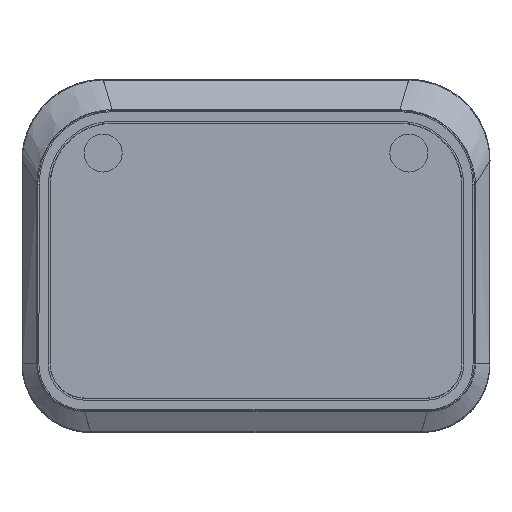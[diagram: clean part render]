
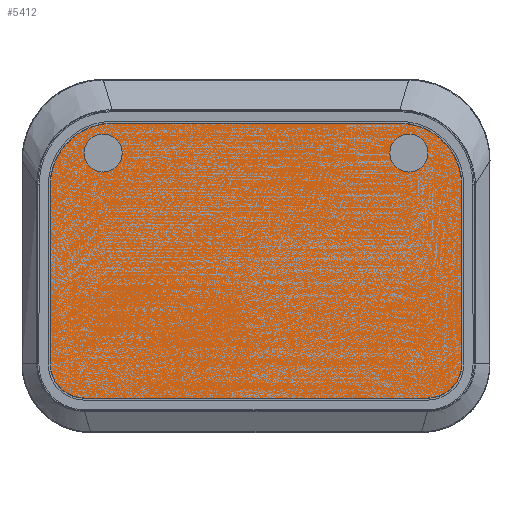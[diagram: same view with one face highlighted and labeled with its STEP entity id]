
A CAD part, front view. The second image highlights one B-rep face of the part: STEP entity #5412.
In plain terms, the highlighted planar face has unit normal (0, -1, 0).
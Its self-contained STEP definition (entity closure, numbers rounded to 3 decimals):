
#1378=CARTESIAN_POINT('',(27.5,-9.5,-15.8));
#1379=DIRECTION('',(0.,1.,0.));
#1380=DIRECTION('',(1.,0.,0.));
#1381=AXIS2_PLACEMENT_3D('',#1378,#1379,#1380);
#1386=DIRECTION('',(-1.,0.,0.));
#1387=VECTOR('',#1386,55.);
#1388=CARTESIAN_POINT('',(27.5,-9.5,-21.265));
#1389=LINE('',#1388,#1387);
#1393=CARTESIAN_POINT('',(-27.5,-9.5,-15.8));
#1394=DIRECTION('',(0.,1.,0.));
#1395=DIRECTION('',(0.,0.,-1.));
#1396=AXIS2_PLACEMENT_3D('',#1393,#1394,#1395);
#1401=DIRECTION('',(0.,0.,1.));
#1402=VECTOR('',#1401,28.6);
#1403=CARTESIAN_POINT('',(-32.965,-9.5,-15.8));
#1404=LINE('',#1403,#1402);
#1408=CARTESIAN_POINT('',(-23.,-9.5,12.8));
#1409=DIRECTION('',(0.,1.,0.));
#1410=DIRECTION('',(-1.,0.,0.));
#1411=AXIS2_PLACEMENT_3D('',#1408,#1409,#1410);
#1416=DIRECTION('',(1.,0.,0.));
#1417=VECTOR('',#1416,46.);
#1418=CARTESIAN_POINT('',(-23.,-9.5,22.765));
#1419=LINE('',#1418,#1417);
#1423=CARTESIAN_POINT('',(23.,-9.5,12.8));
#1424=DIRECTION('',(0.,1.,0.));
#1425=DIRECTION('',(0.,0.,1.));
#1426=AXIS2_PLACEMENT_3D('',#1423,#1424,#1425);
#1431=DIRECTION('',(0.,0.,-1.));
#1432=VECTOR('',#1431,28.6);
#1433=CARTESIAN_POINT('',(32.965,-9.5,12.8));
#1434=LINE('',#1433,#1432);
#1438=CARTESIAN_POINT('',(-24.5,-9.5,18.));
#1439=DIRECTION('',(0.,-1.,0.));
#1440=DIRECTION('',(1.,0.,0.));
#1441=AXIS2_PLACEMENT_3D('',#1438,#1439,#1440);
#1446=CARTESIAN_POINT('',(-24.5,-9.5,18.));
#1447=DIRECTION('',(0.,-1.,0.));
#1448=DIRECTION('',(0.,0.,1.));
#1449=AXIS2_PLACEMENT_3D('',#1446,#1447,#1448);
#1454=CARTESIAN_POINT('',(-24.5,-9.5,18.));
#1455=DIRECTION('',(0.,-1.,0.));
#1456=DIRECTION('',(-1.,0.,0.));
#1457=AXIS2_PLACEMENT_3D('',#1454,#1455,#1456);
#1462=CARTESIAN_POINT('',(-24.5,-9.5,18.));
#1463=DIRECTION('',(0.,-1.,0.));
#1464=DIRECTION('',(0.,0.,-1.));
#1465=AXIS2_PLACEMENT_3D('',#1462,#1463,#1464);
#1470=CARTESIAN_POINT('',(24.5,-9.5,18.));
#1471=DIRECTION('',(0.,-1.,0.));
#1472=DIRECTION('',(1.,0.,0.));
#1473=AXIS2_PLACEMENT_3D('',#1470,#1471,#1472);
#1478=CARTESIAN_POINT('',(24.5,-9.5,18.));
#1479=DIRECTION('',(0.,-1.,0.));
#1480=DIRECTION('',(0.,0.,1.));
#1481=AXIS2_PLACEMENT_3D('',#1478,#1479,#1480);
#1486=CARTESIAN_POINT('',(24.5,-9.5,18.));
#1487=DIRECTION('',(0.,-1.,0.));
#1488=DIRECTION('',(-1.,0.,0.));
#1489=AXIS2_PLACEMENT_3D('',#1486,#1487,#1488);
#1494=CARTESIAN_POINT('',(24.5,-9.5,18.));
#1495=DIRECTION('',(0.,-1.,0.));
#1496=DIRECTION('',(0.,0.,-1.));
#1497=AXIS2_PLACEMENT_3D('',#1494,#1495,#1496);
#3442=CARTESIAN_POINT('',(-24.5,-9.5,14.95));
#3443=CARTESIAN_POINT('',(-21.45,-9.5,18.));
#3444=VERTEX_POINT('',#3442);
#3445=VERTEX_POINT('',#3443);
#3446=CARTESIAN_POINT('',(-27.55,-9.5,18.));
#3447=VERTEX_POINT('',#3446);
#3448=CARTESIAN_POINT('',(32.965,-9.5,-15.8));
#3449=CARTESIAN_POINT('',(27.5,-9.5,-21.265));
#3450=VERTEX_POINT('',#3448);
#3451=VERTEX_POINT('',#3449);
#3452=CARTESIAN_POINT('',(-27.5,-9.5,-21.265));
#3453=VERTEX_POINT('',#3452);
#3454=CARTESIAN_POINT('',(-32.965,-9.5,-15.8));
#3455=VERTEX_POINT('',#3454);
#3456=CARTESIAN_POINT('',(-32.965,-9.5,12.8));
#3457=VERTEX_POINT('',#3456);
#3458=CARTESIAN_POINT('',(-23.,-9.5,22.765));
#3459=VERTEX_POINT('',#3458);
#3460=CARTESIAN_POINT('',(23.,-9.5,22.765));
#3461=VERTEX_POINT('',#3460);
#3462=CARTESIAN_POINT('',(32.965,-9.5,12.8));
#3463=VERTEX_POINT('',#3462);
#3464=CARTESIAN_POINT('',(-24.5,-9.5,21.05));
#3465=VERTEX_POINT('',#3464);
#3466=CARTESIAN_POINT('',(24.5,-9.5,21.05));
#3467=CARTESIAN_POINT('',(21.45,-9.5,18.));
#3468=VERTEX_POINT('',#3466);
#3469=VERTEX_POINT('',#3467);
#3470=CARTESIAN_POINT('',(27.55,-9.5,18.));
#3471=VERTEX_POINT('',#3470);
#3472=CARTESIAN_POINT('',(24.5,-9.5,14.95));
#3473=VERTEX_POINT('',#3472);
#5377=CARTESIAN_POINT('',(0.,-9.5,0.));
#5378=DIRECTION('',(0.,-1.,0.));
#5379=DIRECTION('',(-1.,0.,0.));
#5380=AXIS2_PLACEMENT_3D('',#5377,#5378,#5379);
#5381=PLANE('',#5380);
#5382=ORIENTED_EDGE('',*,*,#5371,.T.);
#5383=ORIENTED_EDGE('',*,*,#5273,.T.);
#5384=ORIENTED_EDGE('',*,*,#5288,.T.);
#5385=ORIENTED_EDGE('',*,*,#5302,.T.);
#5386=ORIENTED_EDGE('',*,*,#5316,.T.);
#5387=ORIENTED_EDGE('',*,*,#5330,.T.);
#5388=ORIENTED_EDGE('',*,*,#5344,.T.);
#5389=ORIENTED_EDGE('',*,*,#5358,.T.);
#5390=EDGE_LOOP('',(#5382,#5383,#5384,#5385,#5386,#5387,#5388,#5389));
#5391=FACE_OUTER_BOUND('',#5390,.F.);
#5393=ORIENTED_EDGE('',*,*,#5392,.T.);
#5395=ORIENTED_EDGE('',*,*,#5394,.T.);
#5397=ORIENTED_EDGE('',*,*,#5396,.T.);
#5399=ORIENTED_EDGE('',*,*,#5398,.T.);
#5400=EDGE_LOOP('',(#5393,#5395,#5397,#5399));
#5401=FACE_BOUND('',#5400,.F.);
#5403=ORIENTED_EDGE('',*,*,#5402,.T.);
#5405=ORIENTED_EDGE('',*,*,#5404,.T.);
#5407=ORIENTED_EDGE('',*,*,#5406,.T.);
#5409=ORIENTED_EDGE('',*,*,#5408,.T.);
#5410=EDGE_LOOP('',(#5403,#5405,#5407,#5409));
#5411=FACE_BOUND('',#5410,.F.);
#1382=CIRCLE('',#1381,5.465);
#1397=CIRCLE('',#1396,5.465);
#1412=CIRCLE('',#1411,9.965);
#1427=CIRCLE('',#1426,9.965);
#1442=CIRCLE('',#1441,3.05);
#1450=CIRCLE('',#1449,3.05);
#1458=CIRCLE('',#1457,3.05);
#1466=CIRCLE('',#1465,3.05);
#1474=CIRCLE('',#1473,3.05);
#1482=CIRCLE('',#1481,3.05);
#1490=CIRCLE('',#1489,3.05);
#1498=CIRCLE('',#1497,3.05);
#5273=EDGE_CURVE('',#3451,#3453,#1389,.T.);
#5288=EDGE_CURVE('',#3453,#3455,#1397,.T.);
#5302=EDGE_CURVE('',#3455,#3457,#1404,.T.);
#5316=EDGE_CURVE('',#3457,#3459,#1412,.T.);
#5330=EDGE_CURVE('',#3459,#3461,#1419,.T.);
#5344=EDGE_CURVE('',#3461,#3463,#1427,.T.);
#5358=EDGE_CURVE('',#3463,#3450,#1434,.T.);
#5371=EDGE_CURVE('',#3450,#3451,#1382,.T.);
#5392=EDGE_CURVE('',#3445,#3465,#1442,.T.);
#5394=EDGE_CURVE('',#3465,#3447,#1450,.T.);
#5396=EDGE_CURVE('',#3447,#3444,#1458,.T.);
#5398=EDGE_CURVE('',#3444,#3445,#1466,.T.);
#5402=EDGE_CURVE('',#3471,#3468,#1474,.T.);
#5404=EDGE_CURVE('',#3468,#3469,#1482,.T.);
#5406=EDGE_CURVE('',#3469,#3473,#1490,.T.);
#5408=EDGE_CURVE('',#3473,#3471,#1498,.T.);
#5412=ADVANCED_FACE('',(#5391,#5401,#5411),#5381,.T.);
